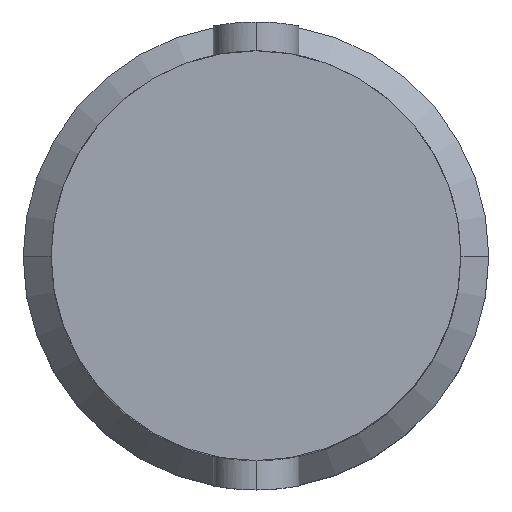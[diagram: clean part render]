
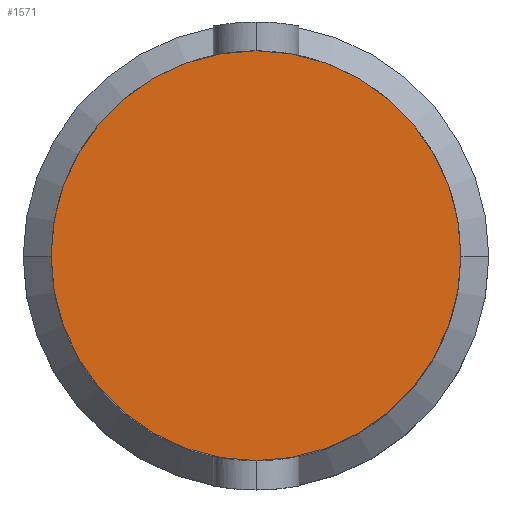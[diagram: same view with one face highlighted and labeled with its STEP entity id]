
A CAD part, top view. The second image highlights one B-rep face of the part: STEP entity #1571.
In plain terms, the highlighted planar face has unit normal (0, 0, 1).
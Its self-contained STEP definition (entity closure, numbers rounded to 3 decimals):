
#4 = FACE_OUTER_BOUND ( 'NONE', #680, .T. ) ;
#249 = VERTEX_POINT ( 'NONE', #751 ) ;
#404 = VERTEX_POINT ( 'NONE', #1527 ) ;
#437 = DIRECTION ( 'NONE',  ( -1., 0., 0. ) ) ;
#471 = CARTESIAN_POINT ( 'NONE',  ( 0., 0., 0. ) ) ;
#600 = DIRECTION ( 'NONE',  ( 0., 0., 1. ) ) ;
#603 = DIRECTION ( 'NONE',  ( 1., 0., 0. ) ) ;
#680 = EDGE_LOOP ( 'NONE', ( #1015, #1534 ) ) ;
#729 = CIRCLE ( 'NONE', #961, 4.84 ) ;
#751 = CARTESIAN_POINT ( 'NONE',  ( 4.84, 0., 0. ) ) ;
#755 = AXIS2_PLACEMENT_3D ( 'NONE', #1678, #1263, #437 ) ;
#961 = AXIS2_PLACEMENT_3D ( 'NONE', #1415, #600, #1539 ) ;
#1015 = ORIENTED_EDGE ( 'NONE', *, *, #1661, .T. ) ;
#1066 = EDGE_CURVE ( 'NONE', #404, #249, #729, .T. ) ;
#1150 = PLANE ( 'NONE',  #755 ) ;
#1263 = DIRECTION ( 'NONE',  ( 0., 0., -1. ) ) ;
#1301 = AXIS2_PLACEMENT_3D ( 'NONE', #471, #1419, #603 ) ;
#1415 = CARTESIAN_POINT ( 'NONE',  ( 0., 0., 0. ) ) ;
#1419 = DIRECTION ( 'NONE',  ( 0., 0., 1. ) ) ;
#1527 = CARTESIAN_POINT ( 'NONE',  ( -4.84, 0., 0. ) ) ;
#1534 = ORIENTED_EDGE ( 'NONE', *, *, #1066, .T. ) ;
#1539 = DIRECTION ( 'NONE',  ( 1., 0., 0. ) ) ;
#1571 = ADVANCED_FACE ( 'NONE', ( #4 ), #1150, .F. ) ;
#1661 = EDGE_CURVE ( 'NONE', #249, #404, #1668, .T. ) ;
#1668 = CIRCLE ( 'NONE', #1301, 4.84 ) ;
#1678 = CARTESIAN_POINT ( 'NONE',  ( 0., 0., 0. ) ) ;
